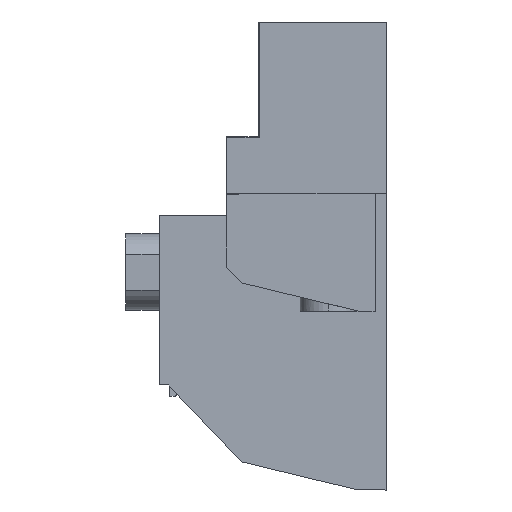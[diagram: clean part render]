
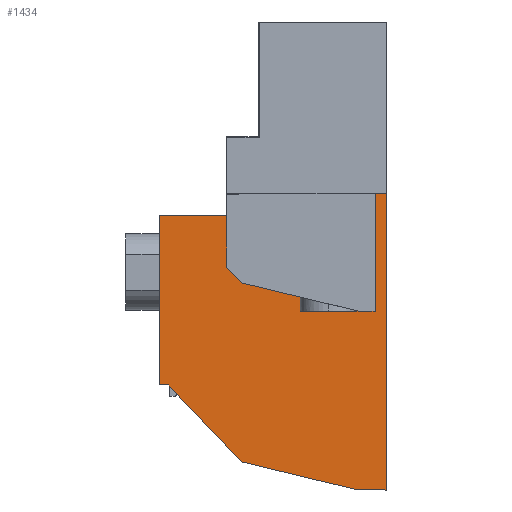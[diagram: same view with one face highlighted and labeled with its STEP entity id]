
A CAD part, left-side view. The second image highlights one B-rep face of the part: STEP entity #1434.
In plain terms, the highlighted planar face has unit normal (-1, 0, 0).
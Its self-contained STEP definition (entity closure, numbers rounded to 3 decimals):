
#1365=AXIS2_PLACEMENT_3D('Plane Axis2P3D',#1362,#1363,#1364) ;
#180=CARTESIAN_POINT('Vertex',(7.62,0.,0.)) ;
#183=CARTESIAN_POINT('Line Origine',(7.62,1.25,0.)) ;
#187=CARTESIAN_POINT('Vertex',(7.62,2.5,0.)) ;
#412=CARTESIAN_POINT('Line Origine',(7.62,7.675,1.25)) ;
#416=CARTESIAN_POINT('Vertex',(7.62,12.85,2.5)) ;
#662=CARTESIAN_POINT('Vertex',(7.62,0.,27.93)) ;
#665=CARTESIAN_POINT('Line Origine',(7.62,0.,13.965)) ;
#1362=CARTESIAN_POINT('Axis2P3D Location',(7.62,0.,41.45)) ;
#1367=CARTESIAN_POINT('Line Origine',(7.62,5.625,27.93)) ;
#1371=CARTESIAN_POINT('Vertex',(7.62,11.25,27.93)) ;
#1374=CARTESIAN_POINT('Line Origine',(7.62,11.25,34.69)) ;
#1378=CARTESIAN_POINT('Vertex',(7.62,11.25,41.45)) ;
#1381=CARTESIAN_POINT('Line Origine',(7.62,11.275,41.45)) ;
#1385=CARTESIAN_POINT('Vertex',(7.62,11.3,41.45)) ;
#1388=CARTESIAN_POINT('Line Origine',(7.62,11.3,32.875)) ;
#1392=CARTESIAN_POINT('Vertex',(7.62,11.3,24.3)) ;
#1395=CARTESIAN_POINT('Line Origine',(7.62,15.7,24.3)) ;
#1399=CARTESIAN_POINT('Vertex',(7.62,20.1,24.3)) ;
#1402=CARTESIAN_POINT('Line Origine',(7.62,20.1,16.8)) ;
#1406=CARTESIAN_POINT('Vertex',(7.62,20.1,9.3)) ;
#1409=CARTESIAN_POINT('Line Origine',(7.62,19.7,9.3)) ;
#1413=CARTESIAN_POINT('Vertex',(7.62,19.3,9.3)) ;
#1416=CARTESIAN_POINT('Line Origine',(7.62,16.075,5.9)) ;
#184=DIRECTION('Vector Direction',(0.,-1.,0.)) ;
#413=DIRECTION('Vector Direction',(0.,-0.972,-0.235)) ;
#666=DIRECTION('Vector Direction',(0.,0.,-1.)) ;
#1363=DIRECTION('Axis2P3D Direction',(1.,0.,0.)) ;
#1364=DIRECTION('Axis2P3D XDirection',(0.,0.,-1.)) ;
#1368=DIRECTION('Vector Direction',(0.,-1.,0.)) ;
#1375=DIRECTION('Vector Direction',(0.,0.,-1.)) ;
#1382=DIRECTION('Vector Direction',(0.,-1.,0.)) ;
#1389=DIRECTION('Vector Direction',(0.,0.,-1.)) ;
#1396=DIRECTION('Vector Direction',(0.,-1.,0.)) ;
#1403=DIRECTION('Vector Direction',(0.,0.,-1.)) ;
#1410=DIRECTION('Vector Direction',(0.,-1.,0.)) ;
#1417=DIRECTION('Vector Direction',(0.,-0.688,-0.726)) ;
#185=VECTOR('Line Direction',#184,1.) ;
#414=VECTOR('Line Direction',#413,1.) ;
#667=VECTOR('Line Direction',#666,1.) ;
#1369=VECTOR('Line Direction',#1368,1.) ;
#1376=VECTOR('Line Direction',#1375,1.) ;
#1383=VECTOR('Line Direction',#1382,1.) ;
#1390=VECTOR('Line Direction',#1389,1.) ;
#1397=VECTOR('Line Direction',#1396,1.) ;
#1404=VECTOR('Line Direction',#1403,1.) ;
#1411=VECTOR('Line Direction',#1410,1.) ;
#1418=VECTOR('Line Direction',#1417,1.) ;
#1422=ORIENTED_EDGE('',*,*,#1373,.F.) ;
#1423=ORIENTED_EDGE('',*,*,#1380,.F.) ;
#1424=ORIENTED_EDGE('',*,*,#1387,.F.) ;
#1425=ORIENTED_EDGE('',*,*,#1394,.T.) ;
#1426=ORIENTED_EDGE('',*,*,#1401,.F.) ;
#1427=ORIENTED_EDGE('',*,*,#1408,.F.) ;
#1428=ORIENTED_EDGE('',*,*,#1415,.F.) ;
#1429=ORIENTED_EDGE('',*,*,#1420,.F.) ;
#1430=ORIENTED_EDGE('',*,*,#418,.F.) ;
#1431=ORIENTED_EDGE('',*,*,#189,.F.) ;
#1432=ORIENTED_EDGE('',*,*,#669,.F.) ;
#1434=ADVANCED_FACE('HOUSING.1',(#1433),#1366,.F.) ;
#189=EDGE_CURVE('',#181,#188,#186,.F.) ;
#418=EDGE_CURVE('',#188,#417,#415,.F.) ;
#669=EDGE_CURVE('',#663,#181,#668,.T.) ;
#1373=EDGE_CURVE('',#1372,#663,#1370,.T.) ;
#1380=EDGE_CURVE('',#1379,#1372,#1377,.T.) ;
#1387=EDGE_CURVE('',#1386,#1379,#1384,.T.) ;
#1394=EDGE_CURVE('',#1386,#1393,#1391,.T.) ;
#1401=EDGE_CURVE('',#1400,#1393,#1398,.T.) ;
#1408=EDGE_CURVE('',#1407,#1400,#1405,.F.) ;
#1415=EDGE_CURVE('',#1414,#1407,#1412,.F.) ;
#1420=EDGE_CURVE('',#417,#1414,#1419,.F.) ;
#1421=EDGE_LOOP('',(#1422,#1423,#1424,#1425,#1426,#1427,#1428,#1429,#1430,#1431,#1432)) ;
#1433=FACE_OUTER_BOUND('',#1421,.T.) ;
#186=LINE('Line',#183,#185) ;
#415=LINE('Line',#412,#414) ;
#668=LINE('Line',#665,#667) ;
#1370=LINE('Line',#1367,#1369) ;
#1377=LINE('Line',#1374,#1376) ;
#1384=LINE('Line',#1381,#1383) ;
#1391=LINE('Line',#1388,#1390) ;
#1398=LINE('Line',#1395,#1397) ;
#1405=LINE('Line',#1402,#1404) ;
#1412=LINE('Line',#1409,#1411) ;
#1419=LINE('Line',#1416,#1418) ;
#1366=PLANE('',#1365) ;
#181=VERTEX_POINT('',#180) ;
#188=VERTEX_POINT('',#187) ;
#417=VERTEX_POINT('',#416) ;
#663=VERTEX_POINT('',#662) ;
#1372=VERTEX_POINT('',#1371) ;
#1379=VERTEX_POINT('',#1378) ;
#1386=VERTEX_POINT('',#1385) ;
#1393=VERTEX_POINT('',#1392) ;
#1400=VERTEX_POINT('',#1399) ;
#1407=VERTEX_POINT('',#1406) ;
#1414=VERTEX_POINT('',#1413) ;
